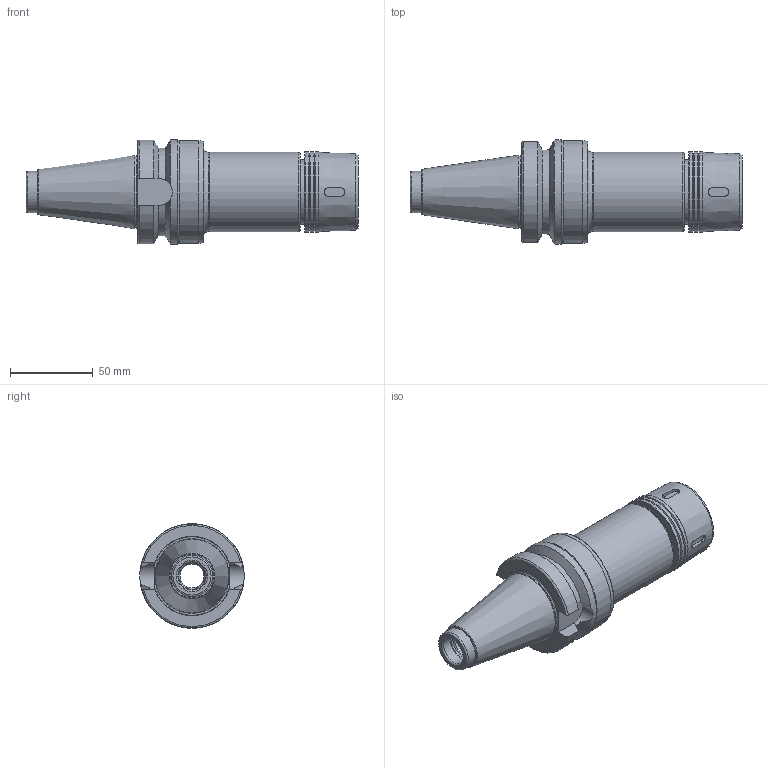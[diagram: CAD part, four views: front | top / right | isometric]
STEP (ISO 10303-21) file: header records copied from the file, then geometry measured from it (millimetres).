
FILE_DESCRIPTION((''),'2;1');
FILE_NAME('244604022135-3D.stp','2020-05-14T16:32:20',('nttooll'),(''),'Autodesk Inventor 2012','Autodesk Inventor 2012','');
FILE_SCHEMA(('AUTOMOTIVE_DESIGN { 1 0 10303 214 1 1 1 1 }'));
Length unit declared in the file: millimetre
Products named in the file (1): 244604022135-3D
Bounding box: 200.4 x 63 x 63 mm (x, y, z)
Volume: 266761 mm3; surface area: 50778.9 mm2
Topology: 1 solids, 1 shells, 108 faces, 233 edges, 144 vertices
Faces by surface type: plane 36, cylinder 35, cone 27, torus 10
Full cylindrical faces by diameter (mm): 14.25 x1, 16 x1, 17 x1, 17.4 x1, 22.3 x1, 23 x1, 24 x1, 25 x1, 28 x1, 30.4 x1, 32.5 x1, 36 x1, 39 x1, 43.5 x1, 47.6 x1, 48 x1, 48.8 x3, 62 x1, 63 x1
Entity records: 2858 total; most frequent: CARTESIAN_POINT 703, DIRECTION 454, ORIENTED_EDGE 358, AXIS2_PLACEMENT_3D 200, EDGE_CURVE 179, EDGE_LOOP 178, VERTEX_POINT 141, FACE_OUTER_BOUND 108
